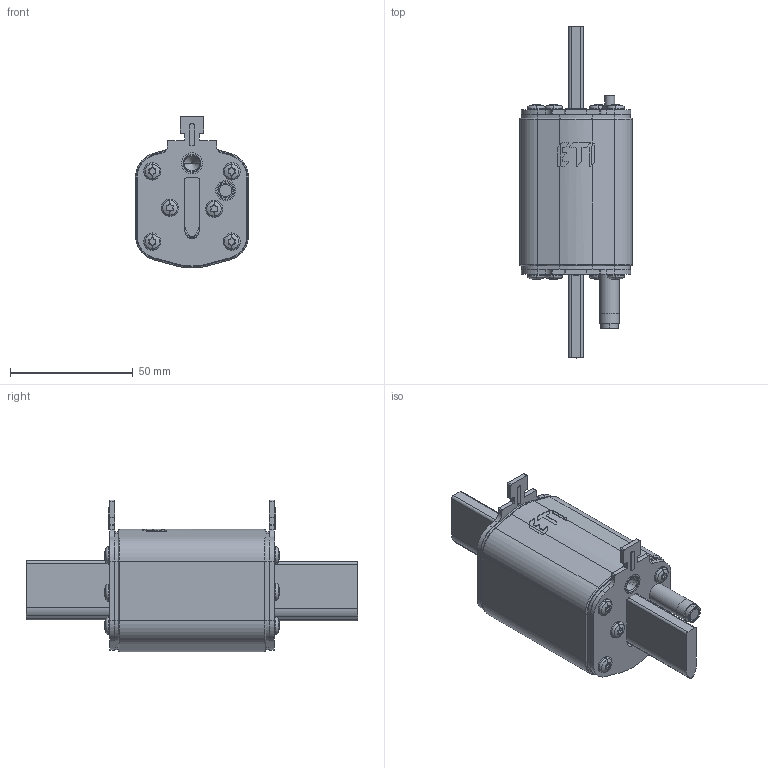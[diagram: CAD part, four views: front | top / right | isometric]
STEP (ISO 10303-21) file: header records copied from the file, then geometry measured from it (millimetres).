
FILE_DESCRIPTION((''),'2;1');
FILE_NAME('0000069299_ASM','2021-08-11T',('said.beganovic'),('Audax d.o.o.'),'CREO PARAMETRIC BY PTC INC, 2017020','CREO PARAMETRIC BY PTC INC, 2017020','');
FILE_SCHEMA(('AUTOMOTIVE_DESIGN { 1 0 10303 214 1 1 1 1 }'));
Length unit declared in the file: millimetre
Products named in the file (13): 0000031982; 0000015141; 0000016659; 0000016619; 0000031301; 0000015299; 0000015501; 0000015541_ASM; 0000017080; 0000016381; 0000016319; 0000016339; 0000069299_ASM
Assembly tree (26 placements, depth 3):
  0000069299_ASM
    0000031982
    0000015141  x2
    0000016659
    0000016619
    0000031301  x12
    0000015541_ASM  x2
      0000015299
      0000015501
    0000017080  x2
    0000016381
    0000016319
    0000016339
Bounding box: 46 x 135 x 61.8 mm (x, y, z)
Volume: 149970.8 mm3; surface area: 47266.4 mm2
Topology: 26 solids, 55 shells, 902 faces, 2316 edges, 1500 vertices
Faces by surface type: cylinder 499, plane 261, torus 76, bspline 28, sphere 24, cone 14
Entity records: 25756 total; most frequent: CARTESIAN_POINT 3447, DIRECTION 2694, ORIENTED_EDGE 2358, PRESENTATION_STYLE_ASSIGNMENT 1708, STYLED_ITEM 1655, CURVE_STYLE 1212, EDGE_CURVE 1212, AXIS2_PLACEMENT_3D 1042
